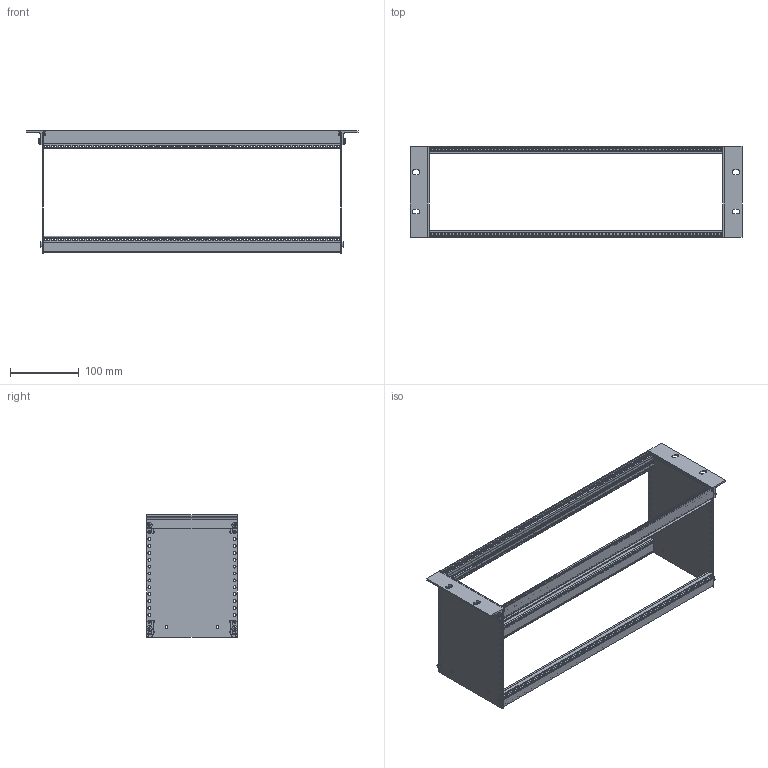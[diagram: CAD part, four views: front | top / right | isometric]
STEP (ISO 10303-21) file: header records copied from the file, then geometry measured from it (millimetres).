
FILE_DESCRIPTION((''),'2;1');
FILE_NAME('3688114_ASM','2014-09-02T',('wkoerber'),(''),'PRO/ENGINEER BY PARAMETRIC TECHNOLOGY CORPORATION, 2010160','PRO/ENGINEER BY PARAMETRIC TECHNOLOGY CORPORATION, 2010160','');
FILE_SCHEMA(('AUTOMOTIVE_DESIGN { 1 0 10303 214 1 1 1 1 }'));
Length unit declared in the file: millimetre
Products named in the file (7): J31813-V1227-Y003-X0-0055; J31813-V1229-Y180-X0-0055; 226203036184VM-SYM; J31813-V1236-C084; 226204001399VM-TE084; DEI7045_040_12_ST; 3688114_ASM
Assembly tree (20 placements, depth 2):
  3688114_ASM
    J31813-V1227-Y003-X0-0055  x2
    J31813-V1229-Y180-X0-0055  x2
    226203036184VM-SYM  x2
    J31813-V1236-C084  x2
    226204001399VM-TE084  x4
    DEI7045_040_12_ST  x8
Bounding box: 482.4 x 132 x 177.75 mm (x, y, z)
Volume: 322693.2 mm3; surface area: 366742.8 mm2
Topology: 20 solids, 28 shells, 2126 faces, 6146 edges, 4084 vertices
Faces by surface type: cylinder 1684, plane 346, bspline 64, sphere 16, cone 16
Entity records: 29518 total; most frequent: DIRECTION 5355, CARTESIAN_POINT 4991, ORIENTED_EDGE 4738, EDGE_CURVE 2371, AXIS2_PLACEMENT_3D 2157, VERTEX_POINT 1578, EDGE_LOOP 1411, CIRCLE 1322
